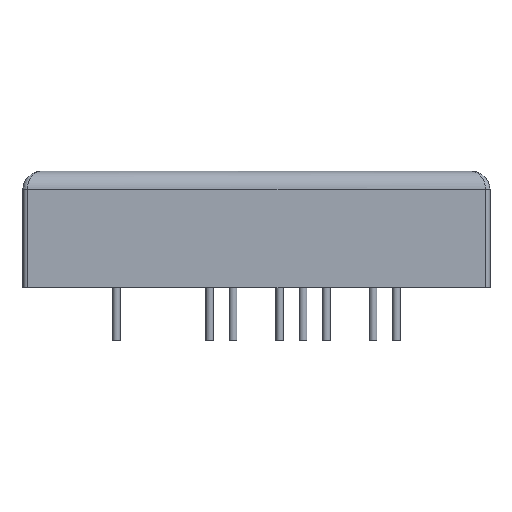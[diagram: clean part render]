
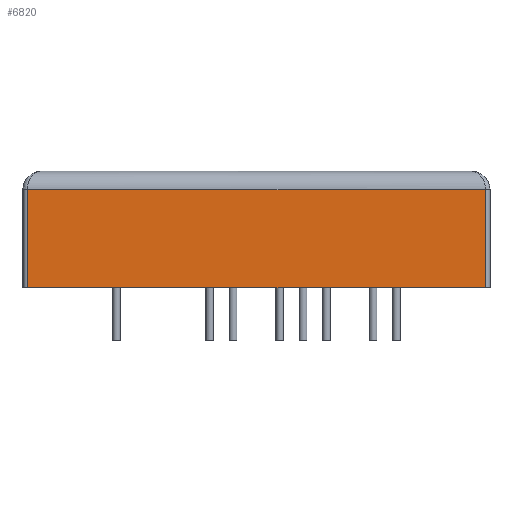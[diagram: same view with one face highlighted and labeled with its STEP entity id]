
A CAD part, front view. The second image highlights one B-rep face of the part: STEP entity #6820.
In plain terms, the highlighted planar face has unit normal (0, -1, 0).
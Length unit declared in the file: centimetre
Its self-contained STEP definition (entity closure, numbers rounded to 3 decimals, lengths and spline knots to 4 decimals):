
#934=VECTOR('',#7974,1.);
#948=VECTOR('',#8022,1.);
#949=VECTOR('',#8024,1.);
#950=VECTOR('',#8025,1.);
#1682=LINE('',#10480,#934);
#1696=LINE('',#10526,#948);
#1697=LINE('',#10528,#949);
#1698=LINE('',#10530,#950);
#1965=PLANE('',#11495);
#2566=VERTEX_POINT('',#10479);
#2567=VERTEX_POINT('',#10481);
#2580=VERTEX_POINT('',#10525);
#2581=VERTEX_POINT('',#10529);
#3562=EDGE_CURVE('',#2567,#2566,#1682,.T.);
#3585=EDGE_CURVE('',#2580,#2567,#1696,.T.);
#3586=EDGE_CURVE('',#2580,#2581,#1697,.T.);
#3587=EDGE_CURVE('',#2581,#2566,#1698,.T.);
#5399=ORIENTED_EDGE('',*,*,#3586,.F.);
#5400=ORIENTED_EDGE('',*,*,#3585,.T.);
#5401=ORIENTED_EDGE('',*,*,#3562,.T.);
#5402=ORIENTED_EDGE('',*,*,#3587,.F.);
#5942=EDGE_LOOP('',(#5399,#5400,#5401,#5402));
#6402=FACE_BOUND('',#5942,.T.);
#6820=ADVANCED_FACE('',(#6402),#1965,.T.);
#7974=DIRECTION('',(-1.,0.,0.));
#8022=DIRECTION('',(0.,0.,1.));
#8023=DIRECTION('',(0.,-1.,0.));
#8024=DIRECTION('',(-1.,0.,0.));
#8025=DIRECTION('',(0.,0.,1.));
#10479=CARTESIAN_POINT('',(-2.49,-2.54,1.32));
#10480=CARTESIAN_POINT('',(-2.49,-2.54,1.32));
#10481=CARTESIAN_POINT('',(2.49,-2.54,1.32));
#10525=CARTESIAN_POINT('',(2.49,-2.54,0.25));
#10526=CARTESIAN_POINT('',(2.49,-2.54,0.05));
#10527=CARTESIAN_POINT('',(0.,-2.54,0.05));
#10528=CARTESIAN_POINT('',(0.,-2.54,0.25));
#10529=CARTESIAN_POINT('',(-2.49,-2.54,0.25));
#10530=CARTESIAN_POINT('',(-2.49,-2.54,0.05));
#11495=AXIS2_PLACEMENT_3D('',#10527,#8023,$);
